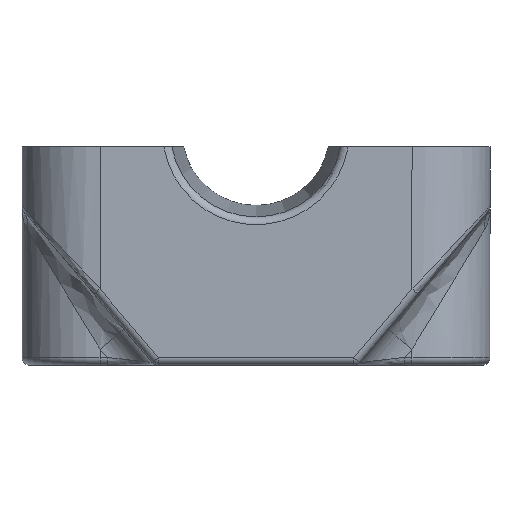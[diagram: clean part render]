
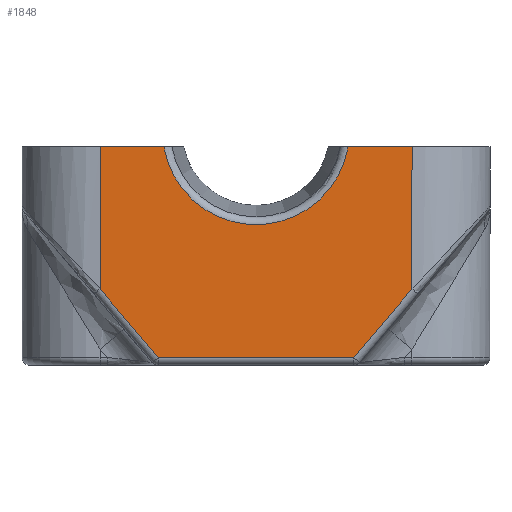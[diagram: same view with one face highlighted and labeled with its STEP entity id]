
A CAD part, front view. The second image highlights one B-rep face of the part: STEP entity #1848.
In plain terms, the highlighted planar face has unit normal (0, -1, 0).
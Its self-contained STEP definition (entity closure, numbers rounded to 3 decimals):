
#31=PLANE('',#2067);
#184=LINE('',#2729,#278);
#186=LINE('',#2739,#280);
#188=LINE('',#2745,#282);
#242=LINE('',#3933,#336);
#247=LINE('',#3945,#341);
#248=LINE('',#3947,#342);
#249=LINE('',#3950,#343);
#278=VECTOR('',#2177,10.);
#280=VECTOR('',#2189,10.);
#282=VECTOR('',#2195,10.);
#336=VECTOR('',#2493,10.);
#341=VECTOR('',#2506,10.);
#342=VECTOR('',#2507,10.);
#343=VECTOR('',#2510,10.);
#492=FACE_OUTER_BOUND('',#614,.T.);
#614=EDGE_LOOP('',(#1516,#1517,#1518,#1519,#1520,#1521,#1522,#1523));
#744=CIRCLE('',#2068,5.992);
#775=VERTEX_POINT('',#2685);
#780=VERTEX_POINT('',#2722);
#784=VERTEX_POINT('',#2734);
#785=VERTEX_POINT('',#2741);
#892=VERTEX_POINT('',#3932);
#895=VERTEX_POINT('',#3944);
#896=VERTEX_POINT('',#3946);
#897=VERTEX_POINT('',#3948);
#944=EDGE_CURVE('',#780,#775,#184,.T.);
#949=EDGE_CURVE('',#775,#784,#186,.T.);
#952=EDGE_CURVE('',#784,#785,#188,.T.);
#1129=EDGE_CURVE('',#785,#892,#242,.T.);
#1135=EDGE_CURVE('',#895,#780,#247,.T.);
#1136=EDGE_CURVE('',#895,#896,#248,.T.);
#1137=EDGE_CURVE('',#897,#896,#744,.T.);
#1138=EDGE_CURVE('',#897,#892,#249,.T.);
#1516=ORIENTED_EDGE('',*,*,#952,.F.);
#1517=ORIENTED_EDGE('',*,*,#949,.F.);
#1518=ORIENTED_EDGE('',*,*,#944,.F.);
#1519=ORIENTED_EDGE('',*,*,#1135,.F.);
#1520=ORIENTED_EDGE('',*,*,#1136,.T.);
#1521=ORIENTED_EDGE('',*,*,#1137,.F.);
#1522=ORIENTED_EDGE('',*,*,#1138,.T.);
#1523=ORIENTED_EDGE('',*,*,#1129,.F.);
#1848=ADVANCED_FACE('',(#492),#31,.F.);
#2067=AXIS2_PLACEMENT_3D('',#3943,#2504,#2505);
#2068=AXIS2_PLACEMENT_3D('',#3949,#2508,#2509);
#2177=DIRECTION('',(-0.648,0.,-0.762));
#2189=DIRECTION('',(-1.,0.,0.));
#2195=DIRECTION('',(-0.648,0.,0.762));
#2493=DIRECTION('',(0.,0.,1.));
#2504=DIRECTION('center_axis',(0.,1.,0.));
#2505=DIRECTION('ref_axis',(0.,0.,1.));
#2506=DIRECTION('',(0.,0.,-1.));
#2507=DIRECTION('',(-1.,0.,0.));
#2508=DIRECTION('center_axis',(0.,-1.,0.));
#2509=DIRECTION('ref_axis',(0.,0.,-1.));
#2510=DIRECTION('',(-1.,0.,0.));
#2685=CARTESIAN_POINT('',(6.269,0.,-14.5));
#2722=CARTESIAN_POINT('',(10.,0.,-10.11));
#2729=CARTESIAN_POINT('',(10.856,0.,-9.103));
#2734=CARTESIAN_POINT('',(-6.269,0.,-14.5));
#2739=CARTESIAN_POINT('',(0.,0.,-14.5));
#2741=CARTESIAN_POINT('',(-10.,0.,-10.11));
#2745=CARTESIAN_POINT('',(-6.606,0.,-14.103));
#3932=CARTESIAN_POINT('',(-10.,0.,-1.));
#3933=CARTESIAN_POINT('',(-10.,0.,-6.25));
#3943=CARTESIAN_POINT('Origin',(0.,0.,-7.5));
#3944=CARTESIAN_POINT('',(10.,0.,-1.));
#3945=CARTESIAN_POINT('',(10.,0.,-3.75));
#3946=CARTESIAN_POINT('',(5.908,0.,-1.));
#3947=CARTESIAN_POINT('',(0.,0.,-1.));
#3948=CARTESIAN_POINT('',(-5.908,0.,-1.));
#3949=CARTESIAN_POINT('Origin',(0.,0.,0.));
#3950=CARTESIAN_POINT('',(0.,0.,-1.));
